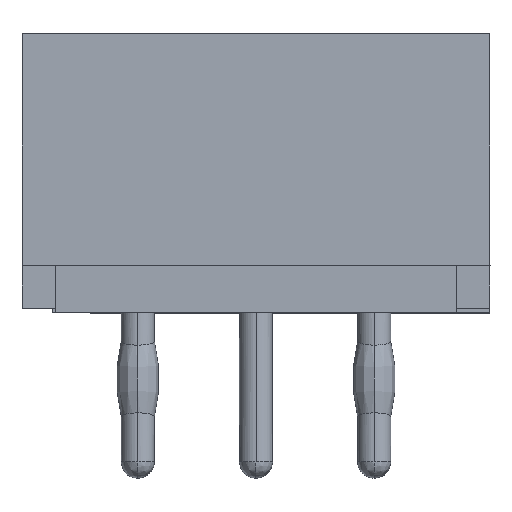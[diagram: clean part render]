
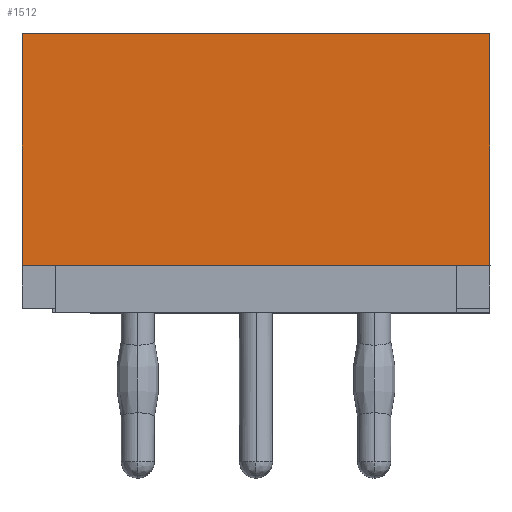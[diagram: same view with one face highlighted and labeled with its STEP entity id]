
A CAD part, top view. The second image highlights one B-rep face of the part: STEP entity #1512.
In plain terms, the highlighted planar face has unit normal (0, 0, 1).
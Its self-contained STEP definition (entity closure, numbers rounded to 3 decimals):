
#187 = EDGE_CURVE ( 'NONE', #1373, #1508, #278, .T. ) ;
#247 = VECTOR ( 'NONE', #3931, 1000. ) ;
#278 = LINE ( 'NONE', #1248, #247 ) ;
#311 = ORIENTED_EDGE ( 'NONE', *, *, #853, .F. ) ;
#386 = EDGE_LOOP ( 'NONE', ( #1148, #4280, #2447, #311 ) ) ;
#517 = PLANE ( 'NONE',  #3312 ) ;
#571 = VERTEX_POINT ( 'NONE', #3878 ) ;
#612 = DIRECTION ( 'NONE',  ( -1., 0., 0. ) ) ;
#788 = DIRECTION ( 'NONE',  ( 0., 0., 1. ) ) ;
#853 = EDGE_CURVE ( 'NONE', #571, #1508, #2126, .T. ) ;
#883 = VERTEX_POINT ( 'NONE', #1100 ) ;
#1030 = VECTOR ( 'NONE', #2418, 1000. ) ;
#1100 = CARTESIAN_POINT ( 'NONE',  ( 4.95, 2.95, 2.47 ) ) ;
#1120 = DIRECTION ( 'NONE',  ( -1., 0., 0. ) ) ;
#1148 = ORIENTED_EDGE ( 'NONE', *, *, #4081, .F. ) ;
#1157 = CARTESIAN_POINT ( 'NONE',  ( 0., -1.95, 2.47 ) ) ;
#1248 = CARTESIAN_POINT ( 'NONE',  ( -4.95, 0.5, 2.47 ) ) ;
#1329 = LINE ( 'NONE', #2986, #1635 ) ;
#1373 = VERTEX_POINT ( 'NONE', #2389 ) ;
#1508 = VERTEX_POINT ( 'NONE', #1876 ) ;
#1512 = ADVANCED_FACE ( 'NONE', ( #4152 ), #517, .T. ) ;
#1635 = VECTOR ( 'NONE', #612, 1000. ) ;
#1752 = LINE ( 'NONE', #3380, #1030 ) ;
#1798 = EDGE_CURVE ( 'NONE', #883, #1373, #1329, .T. ) ;
#1876 = CARTESIAN_POINT ( 'NONE',  ( -4.95, -1.95, 2.47 ) ) ;
#2126 = LINE ( 'NONE', #1157, #2866 ) ;
#2181 = CARTESIAN_POINT ( 'NONE',  ( -4.95, -2.95, 2.47 ) ) ;
#2389 = CARTESIAN_POINT ( 'NONE',  ( -4.95, 2.95, 2.47 ) ) ;
#2418 = DIRECTION ( 'NONE',  ( 0., -1., 0. ) ) ;
#2447 = ORIENTED_EDGE ( 'NONE', *, *, #187, .T. ) ;
#2503 = DIRECTION ( 'NONE',  ( 1., 0., 0. ) ) ;
#2866 = VECTOR ( 'NONE', #1120, 1000. ) ;
#2986 = CARTESIAN_POINT ( 'NONE',  ( 0., 2.95, 2.47 ) ) ;
#3312 = AXIS2_PLACEMENT_3D ( 'NONE', #2181, #788, #2503 ) ;
#3380 = CARTESIAN_POINT ( 'NONE',  ( 4.95, 0.5, 2.47 ) ) ;
#3878 = CARTESIAN_POINT ( 'NONE',  ( 4.95, -1.95, 2.47 ) ) ;
#3931 = DIRECTION ( 'NONE',  ( 0., -1., 0. ) ) ;
#4081 = EDGE_CURVE ( 'NONE', #883, #571, #1752, .T. ) ;
#4152 = FACE_OUTER_BOUND ( 'NONE', #386, .T. ) ;
#4280 = ORIENTED_EDGE ( 'NONE', *, *, #1798, .T. ) ;
